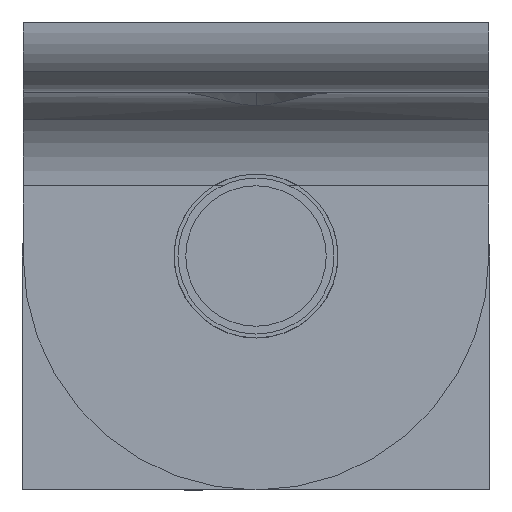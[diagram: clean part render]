
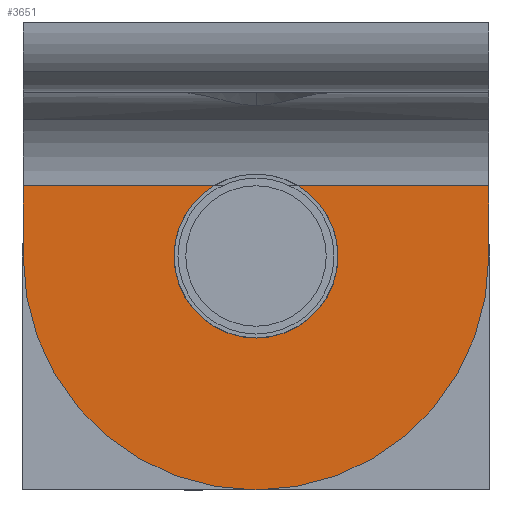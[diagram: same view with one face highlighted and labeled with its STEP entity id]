
A CAD part, left-side view. The second image highlights one B-rep face of the part: STEP entity #3651.
In plain terms, the highlighted planar face has unit normal (-1, 0, 0).
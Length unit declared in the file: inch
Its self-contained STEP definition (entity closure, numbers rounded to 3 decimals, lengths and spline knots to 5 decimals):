
#2656=CARTESIAN_POINT('',(-1.,0.,0.));
#2657=VERTEX_POINT('',#2656);
#2673=CARTESIAN_POINT('',(-1.,-0.74596,0.74596));
#2674=VERTEX_POINT('',#2673);
#2681=CARTESIAN_POINT('',(-1.,0.,0.74596));
#2682=DIRECTION('',(1.0,0.0,0.0));
#2683=DIRECTION('',(0.0,0.0,-1.0));
#2684=AXIS2_PLACEMENT_3D('',#2681,#2682,#2683);
#2685=CIRCLE('',#2684,0.74596);
#2686=EDGE_CURVE('',#2674,#2657,#2685,.T.);
#3268=CARTESIAN_POINT('',(-1.,0.26277,0.74971));
#3269=VERTEX_POINT('',#3268);
#3278=CARTESIAN_POINT('',(-1.,-0.26277,0.74971));
#3279=VERTEX_POINT('',#3278);
#3280=CARTESIAN_POINT('',(-1.,0.,0.74971));
#3281=DIRECTION('',(1.0,0.0,0.0));
#3282=DIRECTION('',(0.0,1.0,0.0));
#3283=AXIS2_PLACEMENT_3D('',#3280,#3281,#3282);
#3284=CIRCLE('',#3283,0.26277);
#3285=EDGE_CURVE('',#3279,#3269,#3284,.T.);
#3319=CARTESIAN_POINT('',(-1.,-0.13588,0.97463));
#3320=VERTEX_POINT('',#3319);
#3321=CARTESIAN_POINT('',(-1.,0.,0.74971));
#3322=DIRECTION('',(1.0,0.0,0.0));
#3323=DIRECTION('',(0.0,1.0,0.0));
#3324=AXIS2_PLACEMENT_3D('',#3321,#3322,#3323);
#3325=CIRCLE('',#3324,0.26277);
#3326=EDGE_CURVE('',#3320,#3279,#3325,.T.);
#3328=CARTESIAN_POINT('',(-1.,0.13588,0.97463));
#3329=VERTEX_POINT('',#3328);
#3337=CARTESIAN_POINT('',(-1.,0.,0.74971));
#3338=DIRECTION('',(1.0,0.0,0.0));
#3339=DIRECTION('',(0.0,1.0,0.0));
#3340=AXIS2_PLACEMENT_3D('',#3337,#3338,#3339);
#3341=CIRCLE('',#3340,0.26277);
#3342=EDGE_CURVE('',#3269,#3329,#3341,.T.);
#3455=CARTESIAN_POINT('',(-1.,0.74596,0.97463));
#3456=VERTEX_POINT('',#3455);
#3464=CARTESIAN_POINT('',(-1.,0.74596,0.97463));
#3465=DIRECTION('',(0.0,-1.0,0.0));
#3466=VECTOR('',#3465,0.61008);
#3467=LINE('',#3464,#3466);
#3468=EDGE_CURVE('',#3456,#3329,#3467,.T.);
#3471=CARTESIAN_POINT('',(-1.,-0.74596,0.97463));
#3472=VERTEX_POINT('',#3471);
#3473=CARTESIAN_POINT('',(-1.,-0.13588,0.97463));
#3474=DIRECTION('',(0.0,-1.0,0.0));
#3475=VECTOR('',#3474,0.61008);
#3476=LINE('',#3473,#3475);
#3477=EDGE_CURVE('',#3320,#3472,#3476,.T.);
#3561=CARTESIAN_POINT('',(-1.,-0.74596,0.97463));
#3562=DIRECTION('',(0.0,0.0,-1.0));
#3563=VECTOR('',#3562,0.22866);
#3564=LINE('',#3561,#3563);
#3565=EDGE_CURVE('',#3472,#2674,#3564,.T.);
#3622=CARTESIAN_POINT('',(-1.,-0.74596,0.74596));
#3623=DIRECTION('',(1.0,0.0,0.0));
#3624=DIRECTION('',(0.0,0.0,-1.0));
#3625=AXIS2_PLACEMENT_3D('',#3622,#3623,#3624);
#3626=PLANE('',#3625);
#3627=ORIENTED_EDGE('',*,*,#3326,.T.);
#3628=ORIENTED_EDGE('',*,*,#3285,.T.);
#3629=ORIENTED_EDGE('',*,*,#3342,.T.);
#3630=ORIENTED_EDGE('',*,*,#3468,.F.);
#3631=CARTESIAN_POINT('',(-1.,0.74596,0.74596));
#3632=VERTEX_POINT('',#3631);
#3633=CARTESIAN_POINT('',(-1.,0.74596,0.74596));
#3634=DIRECTION('',(0.0,0.0,1.0));
#3635=VECTOR('',#3634,0.22866);
#3636=LINE('',#3633,#3635);
#3637=EDGE_CURVE('',#3632,#3456,#3636,.T.);
#3638=ORIENTED_EDGE('',*,*,#3637,.F.);
#3639=CARTESIAN_POINT('',(-1.,0.,0.74596));
#3640=DIRECTION('',(1.0,0.0,0.0));
#3641=DIRECTION('',(0.0,0.0,-1.0));
#3642=AXIS2_PLACEMENT_3D('',#3639,#3640,#3641);
#3643=CIRCLE('',#3642,0.74596);
#3644=EDGE_CURVE('',#2657,#3632,#3643,.T.);
#3645=ORIENTED_EDGE('',*,*,#3644,.F.);
#3646=ORIENTED_EDGE('',*,*,#2686,.F.);
#3647=ORIENTED_EDGE('',*,*,#3565,.F.);
#3648=ORIENTED_EDGE('',*,*,#3477,.F.);
#3649=EDGE_LOOP('',(#3627,#3628,#3629,#3630,#3638,#3645,#3646,#3647,#3648));
#3650=FACE_OUTER_BOUND('',#3649,.T.);
#3651=ADVANCED_FACE('',(#3650),#3626,.F.);
